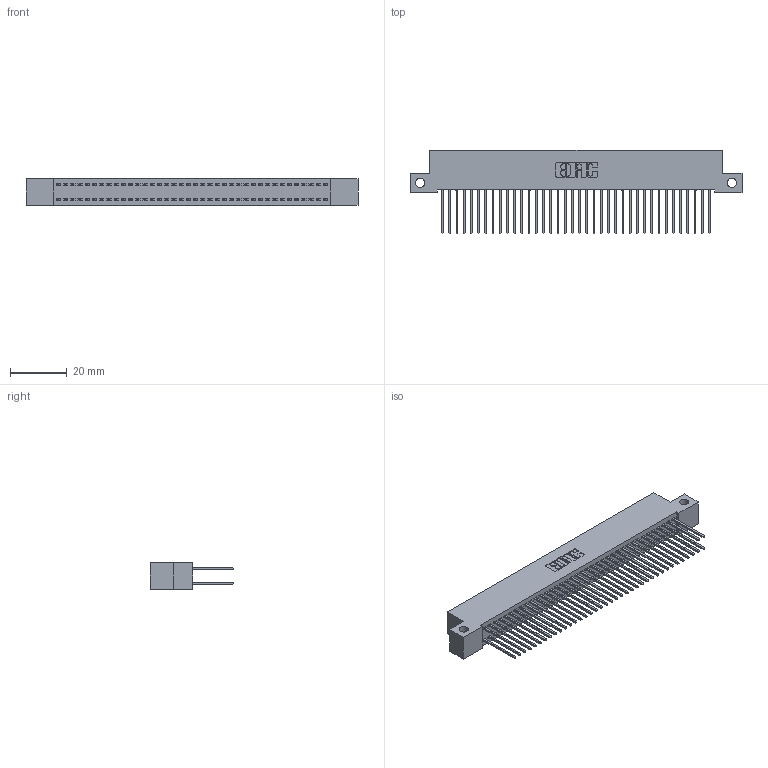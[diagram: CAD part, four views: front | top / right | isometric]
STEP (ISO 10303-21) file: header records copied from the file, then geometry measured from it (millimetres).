
FILE_DESCRIPTION (( 'STEP AP203' ), '1' );
FILE_NAME ('392-076-540-212.STEP', '2018-08-18T01:27:31', ( '' ), ( '' ), 'SwSTEP 2.0', 'SolidWorks 2016', '' );
FILE_SCHEMA (( 'CONFIG_CONTROL_DESIGN' ));
Length unit declared in the file: inch
Products named in the file (3): 342 Part_Side Mount; 345-292-001_345-293-140; 392-076-540-212
Assembly tree (77 placements, depth 2):
  392-076-540-212
    342 Part_Side Mount
    345-292-001_345-293-140  x76
Bounding box: 116.84 x 29.47 x 9.4 mm (x, y, z)
Volume: 10693.3 mm3; surface area: 18428.5 mm2
Topology: 77 solids, 77 shells, 4062 faces, 12079 edges, 7950 vertices
Faces by surface type: plane 2802, cylinder 1260
Entity records: 24853 total; most frequent: CARTESIAN_POINT 4122, ORIENTED_EDGE 4058, DIRECTION 3529, EDGE_CURVE 2029, VECTOR 1901, LINE 1901, VERTEX_POINT 1350, AXIS2_PLACEMENT_3D 814
